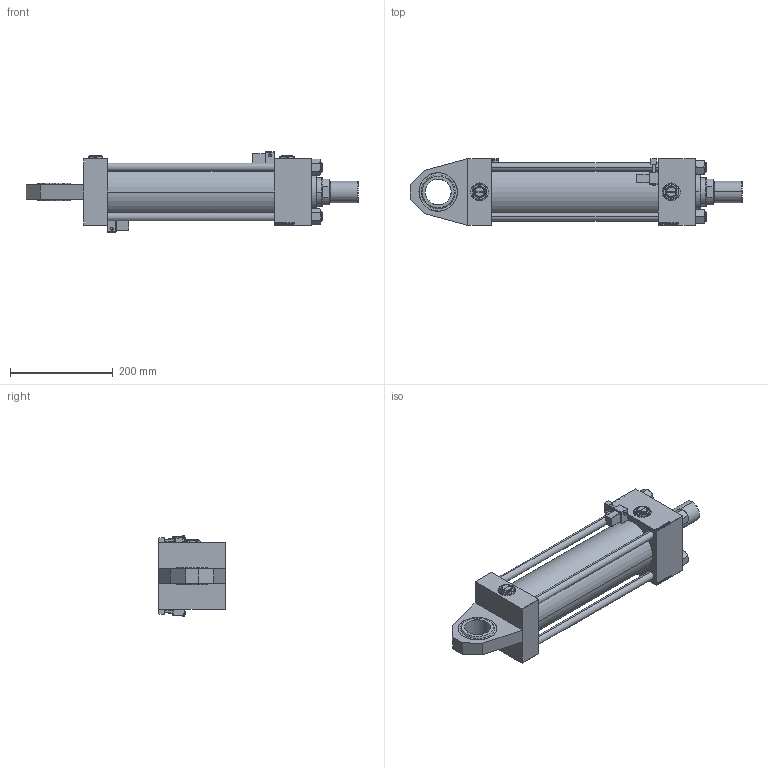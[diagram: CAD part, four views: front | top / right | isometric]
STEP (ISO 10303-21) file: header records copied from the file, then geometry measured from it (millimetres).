
FILE_DESCRIPTION (( 'STEP AP203' ), '1' );
FILE_NAME ('0740.STEP', '2023-08-23T18:05:04', ( '' ), ( '' ), 'SwSTEP 2.0', 'SolidWorks 2019', '' );
FILE_SCHEMA (( 'CONFIG_CONTROL_DESIGN' ));
Length unit declared in the file: millimetre
Products named in the file (10): V215CR_MSU 4f4f385b0a44530873f0e94bfa4b1919; V215CR_TYCINKA_J 4f4f385b0a44530873f0e94bfa4b1919; 0740; V215CR_J_VNITRNI_KROUZEK 4f4f385b0a44530873f0e94bfa4b1919; V215CR_VCP_J 4f4f385b0a44530873f0e94bfa4b1919; V215_VC_A 4f4f385b0a44530873f0e94bfa4b1919; V215CR_J_Body 4f4f385b0a44530873f0e94bfa4b1919; Zatka_pro_OIL_PORT 4f4f385b0a44530873f0e94bfa4b1919; NUT_M5_J 4f4f385b0a44530873f0e94bfa4b1919; ROD_END_AH 4f4f385b0a44530873f0e94bfa4b1919
Assembly tree (17 placements, depth 2):
  0740
    V215CR_J_Body 4f4f385b0a44530873f0e94bfa4b1919
    V215CR_J_VNITRNI_KROUZEK 4f4f385b0a44530873f0e94bfa4b1919
    V215CR_VCP_J 4f4f385b0a44530873f0e94bfa4b1919
    V215CR_TYCINKA_J 4f4f385b0a44530873f0e94bfa4b1919  x4
    NUT_M5_J 4f4f385b0a44530873f0e94bfa4b1919  x4
    V215_VC_A 4f4f385b0a44530873f0e94bfa4b1919
    ROD_END_AH 4f4f385b0a44530873f0e94bfa4b1919
    V215CR_MSU 4f4f385b0a44530873f0e94bfa4b1919  x2
    Zatka_pro_OIL_PORT 4f4f385b0a44530873f0e94bfa4b1919  x2
Bounding box: 647 x 130 x 156.39 mm (x, y, z)
Volume: 3936437.5 mm3; surface area: 670277.4 mm2
Topology: 17 solids, 17 shells, 1462 faces, 3632 edges, 2311 vertices
Faces by surface type: plane 674, bspline 392, cone 174, cylinder 164, torus 34, sphere 24
Entity records: 55375 total; most frequent: CARTESIAN_POINT 28194, ORIENTED_EDGE 5954, DIRECTION 4111, EDGE_CURVE 2977, VERTEX_POINT 1935, VECTOR 1727, LINE 1727, EDGE_LOOP 1330
